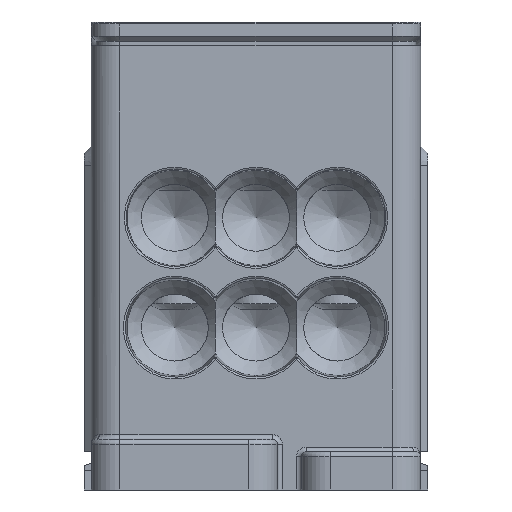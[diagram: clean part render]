
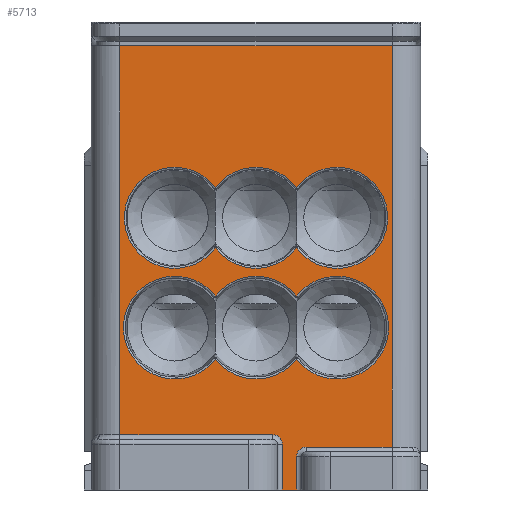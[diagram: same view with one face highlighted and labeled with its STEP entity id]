
A CAD part, front view. The second image highlights one B-rep face of the part: STEP entity #5713.
In plain terms, the highlighted planar face has unit normal (0, -1, 0).
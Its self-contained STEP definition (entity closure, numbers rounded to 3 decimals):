
#176=FACE_BOUND('',#991,.T.);
#177=FACE_BOUND('',#992,.T.);
#290=B_SPLINE_CURVE_WITH_KNOTS('',3,(#9060,#9061,#9062,#9063,#9064,#9065),
 .UNSPECIFIED.,.F.,.F.,(4,2,4),(0.,1.425,2.85),.UNSPECIFIED.);
#624=FACE_OUTER_BOUND('',#990,.T.);
#990=EDGE_LOOP('',(#4137,#4138,#4139,#4140,#4141,#4142,#4143,#4144,#4145,
#4146));
#991=EDGE_LOOP('',(#4147,#4148,#4149,#4150));
#992=EDGE_LOOP('',(#4151,#4152,#4153,#4154));
#1355=CIRCLE('',#6133,1.);
#1359=CIRCLE('',#6141,1.);
#1367=CIRCLE('',#6154,5.384);
#1371=CIRCLE('',#6159,5.384);
#1374=CIRCLE('',#6164,5.384);
#1378=CIRCLE('',#6170,5.384);
#1380=CIRCLE('',#6175,5.288);
#1381=CIRCLE('',#6176,5.288);
#1382=CIRCLE('',#6177,5.288);
#1383=CIRCLE('',#6178,5.288);
#1529=LINE('',#8071,#1869);
#1652=LINE('',#9537,#1992);
#1654=LINE('',#9541,#1994);
#1659=LINE('',#9605,#1999);
#1660=LINE('',#9629,#2000);
#1661=LINE('',#9633,#2001);
#1662=LINE('',#9640,#2002);
#1869=VECTOR('',#6583,1.5);
#1992=VECTOR('',#7008,40.7);
#1994=VECTOR('',#7012,4.8);
#1999=VECTOR('',#7045,16.);
#2000=VECTOR('',#7056,42.);
#2001=VECTOR('',#7061,3.5);
#2002=VECTOR('',#7072,9.);
#2213=VERTEX_POINT('',#8068);
#2214=VERTEX_POINT('',#8070);
#2380=VERTEX_POINT('',#9019);
#2384=VERTEX_POINT('',#9059);
#2434=VERTEX_POINT('',#9535);
#2435=VERTEX_POINT('',#9540);
#2440=VERTEX_POINT('',#9603);
#2442=VERTEX_POINT('',#9619);
#2443=VERTEX_POINT('',#9631);
#2444=VERTEX_POINT('',#9635);
#2449=VERTEX_POINT('',#9742);
#2450=VERTEX_POINT('',#9744);
#2451=VERTEX_POINT('',#9770);
#2452=VERTEX_POINT('',#9775);
#2453=VERTEX_POINT('',#9808);
#2454=VERTEX_POINT('',#9809);
#2455=VERTEX_POINT('',#9811);
#2456=VERTEX_POINT('',#9813);
#2737=EDGE_CURVE('',#2214,#2213,#1529,.T.);
#2953=EDGE_CURVE('',#2384,#2380,#290,.T.);
#3037=EDGE_CURVE('',#2434,#2380,#1652,.T.);
#3039=EDGE_CURVE('',#2214,#2435,#1654,.T.);
#3053=EDGE_CURVE('',#2440,#2434,#1659,.T.);
#3054=EDGE_CURVE('',#2435,#2440,#1355,.T.);
#3058=EDGE_CURVE('',#2384,#2442,#1660,.T.);
#3060=EDGE_CURVE('',#2443,#2213,#1661,.T.);
#3062=EDGE_CURVE('',#2444,#2443,#1359,.T.);
#3064=EDGE_CURVE('',#2442,#2444,#1662,.T.);
#3075=EDGE_CURVE('',#2449,#2450,#1367,.T.);
#3079=EDGE_CURVE('',#2450,#2451,#1371,.T.);
#3082=EDGE_CURVE('',#2452,#2449,#1374,.T.);
#3086=EDGE_CURVE('',#2451,#2452,#1378,.T.);
#3088=EDGE_CURVE('',#2453,#2454,#1380,.T.);
#3089=EDGE_CURVE('',#2455,#2453,#1381,.T.);
#3090=EDGE_CURVE('',#2456,#2455,#1382,.T.);
#3091=EDGE_CURVE('',#2454,#2456,#1383,.T.);
#4137=ORIENTED_EDGE('',*,*,#3060,.F.);
#4138=ORIENTED_EDGE('',*,*,#3062,.F.);
#4139=ORIENTED_EDGE('',*,*,#3064,.F.);
#4140=ORIENTED_EDGE('',*,*,#3058,.F.);
#4141=ORIENTED_EDGE('',*,*,#2953,.T.);
#4142=ORIENTED_EDGE('',*,*,#3037,.F.);
#4143=ORIENTED_EDGE('',*,*,#3053,.F.);
#4144=ORIENTED_EDGE('',*,*,#3054,.F.);
#4145=ORIENTED_EDGE('',*,*,#3039,.F.);
#4146=ORIENTED_EDGE('',*,*,#2737,.T.);
#4147=ORIENTED_EDGE('',*,*,#3086,.F.);
#4148=ORIENTED_EDGE('',*,*,#3079,.F.);
#4149=ORIENTED_EDGE('',*,*,#3075,.F.);
#4150=ORIENTED_EDGE('',*,*,#3082,.F.);
#4151=ORIENTED_EDGE('',*,*,#3088,.F.);
#4152=ORIENTED_EDGE('',*,*,#3089,.F.);
#4153=ORIENTED_EDGE('',*,*,#3090,.F.);
#4154=ORIENTED_EDGE('',*,*,#3091,.F.);
#5133=PLANE('',#6174);
#5713=ADVANCED_FACE('',(#624,#176,#177),#5133,.T.);
#6133=AXIS2_PLACEMENT_3D('',#9607,#7048,#7049);
#6141=AXIS2_PLACEMENT_3D('',#9637,#7066,#7067);
#6154=AXIS2_PLACEMENT_3D('',#9745,#7093,#7094);
#6159=AXIS2_PLACEMENT_3D('',#9771,#7103,#7104);
#6164=AXIS2_PLACEMENT_3D('',#9777,#7113,#7114);
#6170=AXIS2_PLACEMENT_3D('',#9803,#7125,#7126);
#6174=AXIS2_PLACEMENT_3D('',#9807,#7133,#7134);
#6175=AXIS2_PLACEMENT_3D('',#9810,#7135,#7136);
#6176=AXIS2_PLACEMENT_3D('',#9812,#7137,#7138);
#6177=AXIS2_PLACEMENT_3D('',#9814,#7139,#7140);
#6178=AXIS2_PLACEMENT_3D('',#9815,#7141,#7142);
#6583=DIRECTION('',(1.,0.,0.));
#7008=DIRECTION('',(0.,0.,1.));
#7012=DIRECTION('',(0.,0.,1.));
#7045=DIRECTION('',(-1.,0.,0.));
#7048=DIRECTION('center_axis',(0.,-1.,0.));
#7049=DIRECTION('ref_axis',(0.707,0.,0.707));
#7056=DIRECTION('',(0.,0.,-1.));
#7061=DIRECTION('',(0.,0.,-1.));
#7066=DIRECTION('center_axis',(0.,-1.,0.));
#7067=DIRECTION('ref_axis',(-0.707,0.,0.707));
#7072=DIRECTION('',(-1.,0.,0.));
#7093=DIRECTION('center_axis',(0.,-1.,0.));
#7094=DIRECTION('ref_axis',(-1.,0.,0.));
#7103=DIRECTION('center_axis',(0.,-1.,0.));
#7104=DIRECTION('ref_axis',(0.,0.,-1.));
#7113=DIRECTION('center_axis',(0.,-1.,0.));
#7114=DIRECTION('ref_axis',(0.,0.,1.));
#7125=DIRECTION('center_axis',(0.,-1.,0.));
#7126=DIRECTION('ref_axis',(1.,0.,0.));
#7133=DIRECTION('center_axis',(0.,-1.,0.));
#7134=DIRECTION('ref_axis',(1.,0.,0.));
#7135=DIRECTION('center_axis',(0.,-1.,0.));
#7136=DIRECTION('ref_axis',(1.,0.,0.));
#7137=DIRECTION('center_axis',(0.,-1.,0.));
#7138=DIRECTION('ref_axis',(0.,0.,-1.));
#7139=DIRECTION('center_axis',(0.,-1.,0.));
#7140=DIRECTION('ref_axis',(-1.,0.,0.));
#7141=DIRECTION('center_axis',(0.,-1.,0.));
#7142=DIRECTION('ref_axis',(0.,0.,1.));
#8068=CARTESIAN_POINT('',(21.5,0.,0.));
#8070=CARTESIAN_POINT('',(20.,0.,0.));
#8071=CARTESIAN_POINT('',(0.,0.,0.));
#9019=CARTESIAN_POINT('',(3.,0.,46.5));
#9059=CARTESIAN_POINT('',(31.5,0.,46.5));
#9060=CARTESIAN_POINT('Ctrl Pts',(31.5,0.,46.5));
#9061=CARTESIAN_POINT('Ctrl Pts',(26.75,0.,46.5));
#9062=CARTESIAN_POINT('Ctrl Pts',(22.,0.,46.5));
#9063=CARTESIAN_POINT('Ctrl Pts',(12.5,0.,46.5));
#9064=CARTESIAN_POINT('Ctrl Pts',(7.75,0.,46.5));
#9065=CARTESIAN_POINT('Ctrl Pts',(3.,0.,46.5));
#9535=CARTESIAN_POINT('',(3.,0.,5.8));
#9537=CARTESIAN_POINT('',(3.,0.,0.));
#9540=CARTESIAN_POINT('',(20.,0.,4.8));
#9541=CARTESIAN_POINT('',(20.,0.,1.325));
#9603=CARTESIAN_POINT('',(19.,0.,5.8));
#9605=CARTESIAN_POINT('',(0.,0.,5.8));
#9607=CARTESIAN_POINT('Origin',(19.,0.,4.8));
#9619=CARTESIAN_POINT('',(31.5,0.,4.5));
#9629=CARTESIAN_POINT('',(31.5,0.,0.));
#9631=CARTESIAN_POINT('',(21.5,0.,3.5));
#9633=CARTESIAN_POINT('',(21.5,0.,0.));
#9635=CARTESIAN_POINT('',(22.5,0.,4.5));
#9637=CARTESIAN_POINT('Origin',(22.5,0.,3.5));
#9640=CARTESIAN_POINT('',(14.125,0.,4.5));
#9742=CARTESIAN_POINT('',(13.,0.,20.306));
#9744=CARTESIAN_POINT('',(13.,0.,13.694));
#9745=CARTESIAN_POINT('Origin',(8.75,0.,17.));
#9770=CARTESIAN_POINT('',(21.5,0.,13.694));
#9771=CARTESIAN_POINT('Origin',(17.25,0.,17.));
#9775=CARTESIAN_POINT('',(21.5,0.,20.306));
#9777=CARTESIAN_POINT('Origin',(17.25,0.,17.));
#9803=CARTESIAN_POINT('Origin',(25.75,0.,17.));
#9807=CARTESIAN_POINT('Origin',(0.,0.,0.));
#9808=CARTESIAN_POINT('',(21.5,0.,25.353));
#9809=CARTESIAN_POINT('',(21.5,0.,31.647));
#9810=CARTESIAN_POINT('Origin',(25.75,0.,28.5));
#9811=CARTESIAN_POINT('',(13.,0.,25.353));
#9812=CARTESIAN_POINT('Origin',(17.25,0.,28.5));
#9813=CARTESIAN_POINT('',(13.,0.,31.647));
#9814=CARTESIAN_POINT('Origin',(8.75,0.,28.5));
#9815=CARTESIAN_POINT('Origin',(17.25,0.,28.5));
